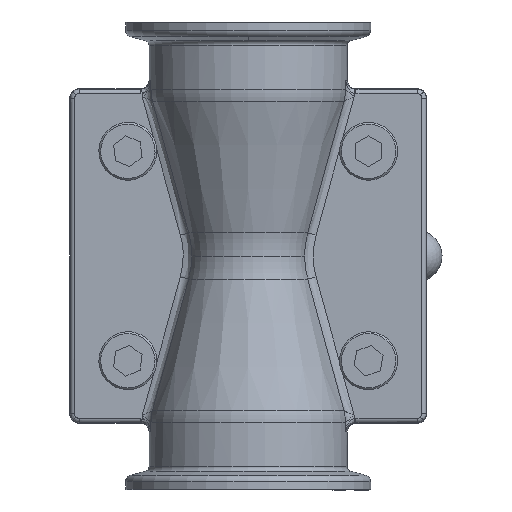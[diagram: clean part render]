
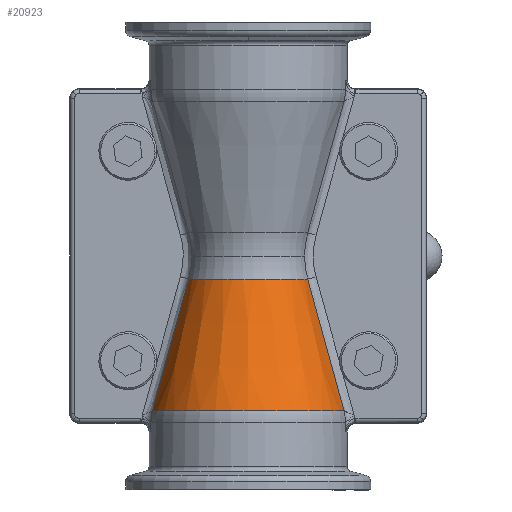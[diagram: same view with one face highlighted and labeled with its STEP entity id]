
A CAD part, front view. The second image highlights one B-rep face of the part: STEP entity #20923.
In plain terms, the highlighted conical face has half-angle 15 degrees and reference radius 267.949 mm.
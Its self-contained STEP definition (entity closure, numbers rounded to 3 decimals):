
#360 = CARTESIAN_POINT ( 'NONE',  ( 17.431, -4.243, -19.914 ) ) ;
#612 = CARTESIAN_POINT ( 'NONE',  ( -15.543, -4.197, -13.042 ) ) ;
#1122 = EDGE_LOOP ( 'NONE', ( #11399, #9403, #10569, #7396 ) ) ;
#2113 = CARTESIAN_POINT ( 'NONE',  ( 13.367, -4.13, -5.176 ) ) ;
#2120 = EDGE_CURVE ( 'NONE', #9253, #5773, #10702, .T. ) ;
#2191 = CARTESIAN_POINT ( 'NONE',  ( 17.437, -4.243, -19.938 ) ) ;
#2438 = CARTESIAN_POINT ( 'NONE',  ( -13.367, -4.13, -5.176 ) ) ;
#2834 = AXIS2_PLACEMENT_3D ( 'NONE', #14270, #3343, #16101 ) ;
#3343 = DIRECTION ( 'NONE',  ( 0., 0., 1. ) ) ;
#3930 = CARTESIAN_POINT ( 'NONE',  ( 14.73, -4.174, -10.098 ) ) ;
#4013 = CARTESIAN_POINT ( 'NONE',  ( 17.44, -4.243, -19.947 ) ) ;
#4174 = CARTESIAN_POINT ( 'NONE',  ( -21.055, -4.31, -33.169 ) ) ;
#4540 = CARTESIAN_POINT ( 'NONE',  ( -21.48, -4.316, -34.729 ) ) ;
#5087 = CIRCLE ( 'NONE', #2834, 13.991 ) ;
#5611 = EDGE_CURVE ( 'NONE', #5773, #16552, #11178, .T. ) ;
#5768 = CARTESIAN_POINT ( 'NONE',  ( 16.256, -4.215, -15.638 ) ) ;
#5773 = VERTEX_POINT ( 'NONE', #12570 ) ;
#5853 = CARTESIAN_POINT ( 'NONE',  ( 19.442, -4.286, -27.251 ) ) ;
#6990 = CARTESIAN_POINT ( 'NONE',  ( 0., 0., -952.962 ) ) ;
#7198 = B_SPLINE_CURVE_WITH_KNOTS ( 'NONE', 3,
 ( #2113, #22193, #3930, #16712, #5768, #18548, #7607, #20400, #9458, #22263, #11294, #360, #13121, #2191, #14951, #4013, #16784, #5853, #18617 ),
 .UNSPECIFIED., .F., .F.,
 ( 4, 2, 1, 1, 1, 1, 1, 1, 1, 1, 1, 2, 2, 4 ),
 ( 0., 0.25, 0.375, 0.438, 0.469, 0.484, 0.492, 0.496, 0.498, 0.499, 0.5, 0.5, 0.5, 1. ),
 .UNSPECIFIED. ) ;
#7396 = ORIENTED_EDGE ( 'NONE', *, *, #8402, .F. ) ;
#7607 = CARTESIAN_POINT ( 'NONE',  ( 17.144, -4.237, -18.87 ) ) ;
#8402 = EDGE_CURVE ( 'NONE', #11093, #9253, #7198, .T. ) ;
#8708 = DIRECTION ( 'NONE',  ( 0., 0., -1. ) ) ;
#8842 = DIRECTION ( 'NONE',  ( 0., 0., -1. ) ) ;
#9253 = VERTEX_POINT ( 'NONE', #12872 ) ;
#9403 = ORIENTED_EDGE ( 'NONE', *, *, #5611, .F. ) ;
#9458 = CARTESIAN_POINT ( 'NONE',  ( 17.366, -4.242, -19.678 ) ) ;
#9697 = CARTESIAN_POINT ( 'NONE',  ( -20.171, -4.298, -29.925 ) ) ;
#10439 = EDGE_CURVE ( 'NONE', #16552, #11093, #5087, .T. ) ;
#10500 = AXIS2_PLACEMENT_3D ( 'NONE', #6990, #8842, #16164 ) ;
#10569 = ORIENTED_EDGE ( 'NONE', *, *, #2120, .F. ) ;
#10702 = CIRCLE ( 'NONE', #23032, 21.909 ) ;
#11093 = VERTEX_POINT ( 'NONE', #16037 ) ;
#11178 = B_SPLINE_CURVE_WITH_KNOTS ( 'NONE', 3,
 ( #4540, #4174, #9697, #22510, #11540, #612, #13364, #2438 ),
 .UNSPECIFIED., .F., .F.,
 ( 4, 2, 2, 4 ),
 ( 0., 0.5, 0.75, 1. ),
 .UNSPECIFIED. ) ;
#11294 = CARTESIAN_POINT ( 'NONE',  ( 17.421, -4.243, -19.88 ) ) ;
#11399 = ORIENTED_EDGE ( 'NONE', *, *, #10439, .F. ) ;
#11540 = CARTESIAN_POINT ( 'NONE',  ( -17.359, -4.242, -19.65 ) ) ;
#12570 = CARTESIAN_POINT ( 'NONE',  ( -21.48, -4.316, -34.729 ) ) ;
#12872 = CARTESIAN_POINT ( 'NONE',  ( 21.48, -4.316, -34.729 ) ) ;
#13121 = CARTESIAN_POINT ( 'NONE',  ( 17.435, -4.243, -19.931 ) ) ;
#13364 = CARTESIAN_POINT ( 'NONE',  ( -14.517, -4.17, -9.318 ) ) ;
#14270 = CARTESIAN_POINT ( 'NONE',  ( 0., 0., -5.176 ) ) ;
#14951 = CARTESIAN_POINT ( 'NONE',  ( 17.439, -4.243, -19.943 ) ) ;
#15401 = CONICAL_SURFACE ( 'NONE', #10500, 267.949, 0.262 ) ;
#16037 = CARTESIAN_POINT ( 'NONE',  ( 13.367, -4.13, -5.176 ) ) ;
#16101 = DIRECTION ( 'NONE',  ( 1., 0., 0. ) ) ;
#16164 = DIRECTION ( 'NONE',  ( -1., 0., 0. ) ) ;
#16552 = VERTEX_POINT ( 'NONE', #18754 ) ;
#16712 = CARTESIAN_POINT ( 'NONE',  ( 15.748, -4.202, -13.791 ) ) ;
#16784 = CARTESIAN_POINT ( 'NONE',  ( 18.092, -4.258, -22.325 ) ) ;
#18548 = CARTESIAN_POINT ( 'NONE',  ( 16.848, -4.23, -17.793 ) ) ;
#18617 = CARTESIAN_POINT ( 'NONE',  ( 21.48, -4.316, -34.729 ) ) ;
#18754 = CARTESIAN_POINT ( 'NONE',  ( -13.367, -4.13, -5.176 ) ) ;
#19644 = CARTESIAN_POINT ( 'NONE',  ( 0., 0., -34.729 ) ) ;
#20400 = CARTESIAN_POINT ( 'NONE',  ( 17.292, -4.24, -19.409 ) ) ;
#20923 = ADVANCED_FACE ( 'NONE', ( #22604 ), #15401, .T. ) ;
#21505 = DIRECTION ( 'NONE',  ( -1., 0., 0. ) ) ;
#22193 = CARTESIAN_POINT ( 'NONE',  ( 14.05, -4.153, -7.637 ) ) ;
#22263 = CARTESIAN_POINT ( 'NONE',  ( 17.403, -4.243, -19.813 ) ) ;
#22510 = CARTESIAN_POINT ( 'NONE',  ( -18.149, -4.258, -22.534 ) ) ;
#22604 = FACE_OUTER_BOUND ( 'NONE', #1122, .T. ) ;
#23032 = AXIS2_PLACEMENT_3D ( 'NONE', #19644, #8708, #21505 ) ;
